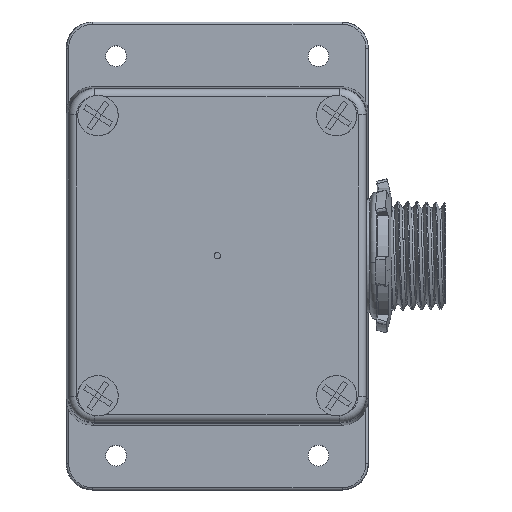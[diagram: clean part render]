
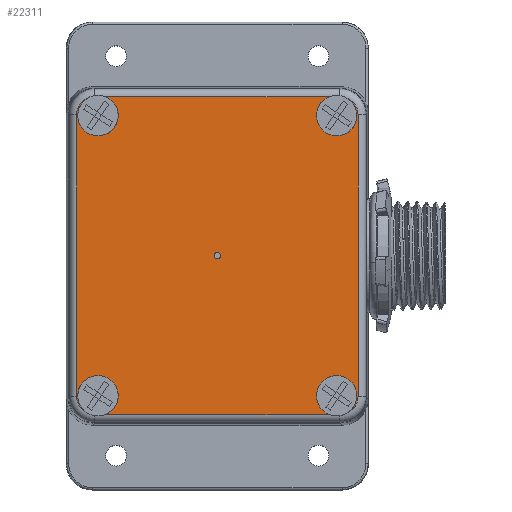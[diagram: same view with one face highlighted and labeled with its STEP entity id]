
A CAD part, top view. The second image highlights one B-rep face of the part: STEP entity #22311.
In plain terms, the highlighted planar face has unit normal (0, 0, 1).
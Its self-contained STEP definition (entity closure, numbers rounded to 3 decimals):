
#18611=CARTESIAN_POINT('',(23.,-27.,10.75));
#18612=DIRECTION('',(0.,0.,-1.));
#18613=DIRECTION('',(-1.,0.,0.));
#18614=AXIS2_PLACEMENT_3D('',#18611,#18612,#18613);
#18619=CARTESIAN_POINT('',(23.,-27.,10.75));
#18620=DIRECTION('',(0.,0.,-1.));
#18621=DIRECTION('',(-0.366,-0.93,0.));
#18622=AXIS2_PLACEMENT_3D('',#18619,#18620,#18621);
#18627=CARTESIAN_POINT('',(-23.,-27.,10.75));
#18628=DIRECTION('',(0.,0.,-1.));
#18629=DIRECTION('',(1.,0.,0.));
#18630=AXIS2_PLACEMENT_3D('',#18627,#18628,#18629);
#18635=CARTESIAN_POINT('',(-23.,-27.,10.75));
#18636=DIRECTION('',(0.,0.,-1.));
#18637=DIRECTION('',(-1.,0.,0.));
#18638=AXIS2_PLACEMENT_3D('',#18635,#18636,#18637);
#18643=CARTESIAN_POINT('',(-23.,-27.,10.75));
#18644=DIRECTION('',(0.,0.,-1.));
#18645=DIRECTION('',(-0.511,-0.859,0.));
#18646=AXIS2_PLACEMENT_3D('',#18643,#18644,#18645);
#18651=CARTESIAN_POINT('',(-23.629,-27.129,
10.75));
#18652=DIRECTION('',(0.,0.,1.));
#18653=DIRECTION('',(-1.,0.,0.));
#18654=AXIS2_PLACEMENT_3D('',#18651,#18652,#18653);
#18659=CARTESIAN_POINT('',(-23.629,27.129,
10.75));
#18660=DIRECTION('',(0.,0.,1.));
#18661=DIRECTION('',(-0.39,0.921,0.));
#18662=AXIS2_PLACEMENT_3D('',#18659,#18660,#18661);
#18667=CARTESIAN_POINT('',(-23.,27.,10.75));
#18668=DIRECTION('',(0.,0.,-1.));
#18669=DIRECTION('',(-1.,0.,0.));
#18670=AXIS2_PLACEMENT_3D('',#18667,#18668,#18669);
#18675=CARTESIAN_POINT('',(-23.,27.,10.75));
#18676=DIRECTION('',(0.,0.,-1.));
#18677=DIRECTION('',(1.,0.,0.));
#18678=AXIS2_PLACEMENT_3D('',#18675,#18676,#18677);
#18683=CARTESIAN_POINT('',(-23.,27.,10.75));
#18684=DIRECTION('',(0.,0.,-1.));
#18685=DIRECTION('',(0.366,0.93,0.));
#18686=AXIS2_PLACEMENT_3D('',#18683,#18684,#18685);
#18691=CARTESIAN_POINT('',(23.,27.,10.75));
#18692=DIRECTION('',(0.,0.,-1.));
#18693=DIRECTION('',(-1.,0.,0.));
#18694=AXIS2_PLACEMENT_3D('',#18691,#18692,#18693);
#18699=CARTESIAN_POINT('',(23.,27.,10.75));
#18700=DIRECTION('',(0.,0.,-1.));
#18701=DIRECTION('',(1.,0.,0.));
#18702=AXIS2_PLACEMENT_3D('',#18699,#18700,#18701);
#18707=CARTESIAN_POINT('',(23.,27.,10.75));
#18708=DIRECTION('',(0.,0.,-1.));
#18709=DIRECTION('',(0.511,0.859,0.));
#18710=AXIS2_PLACEMENT_3D('',#18707,#18708,#18709);
#18715=CARTESIAN_POINT('',(23.629,27.129,10.75));
#18716=DIRECTION('',(0.,0.,1.));
#18717=DIRECTION('',(1.,0.,0.));
#18718=AXIS2_PLACEMENT_3D('',#18715,#18716,#18717);
#18723=CARTESIAN_POINT('',(23.629,-27.129,
10.75));
#18724=DIRECTION('',(0.,0.,1.));
#18725=DIRECTION('',(0.39,-0.921,0.));
#18726=AXIS2_PLACEMENT_3D('',#18723,#18724,#18725);
#18731=CARTESIAN_POINT('',(23.,-27.,10.75));
#18732=DIRECTION('',(0.,0.,-1.));
#18733=DIRECTION('',(1.,0.,0.));
#18734=AXIS2_PLACEMENT_3D('',#18731,#18732,#18733);
#18739=CARTESIAN_POINT('',(0.,0.,10.75));
#18740=DIRECTION('',(0.,0.,-1.));
#18741=DIRECTION('',(1.,0.,0.));
#18742=AXIS2_PLACEMENT_3D('',#18739,#18740,#18741);
#18747=CARTESIAN_POINT('',(0.,0.,10.75));
#18748=DIRECTION('',(0.,0.,-1.));
#18749=DIRECTION('',(-1.,0.,0.));
#18750=AXIS2_PLACEMENT_3D('',#18747,#18748,#18749);
#18802=CARTESIAN_POINT('',(24.994,-30.352,
10.75));
#18807=DIRECTION('',(-1.,0.,0.));
#18808=VECTOR('',#18807,43.142);
#18809=CARTESIAN_POINT('',(21.571,-30.629,10.75));
#18810=LINE('',#18809,#18808);
#18856=DIRECTION('',(0.,-1.,0.));
#18857=VECTOR('',#18856,54.258);
#18858=CARTESIAN_POINT('',(27.129,27.129,10.75));
#18859=LINE('',#18858,#18857);
#18868=CARTESIAN_POINT('',(24.994,30.352,10.75));
#19021=DIRECTION('',(1.,0.,0.));
#19022=VECTOR('',#19021,43.142);
#19023=CARTESIAN_POINT('',(-21.571,30.629,10.75));
#19024=LINE('',#19023,#19022);
#19220=DIRECTION('',(0.,1.,0.));
#19221=VECTOR('',#19220,54.258);
#19222=CARTESIAN_POINT('',(-27.129,-27.129,
10.75));
#19223=LINE('',#19222,#19221);
#21409=CARTESIAN_POINT('',(21.571,-30.629,10.75));
#21410=CARTESIAN_POINT('',(-21.571,-30.629,10.75));
#21411=VERTEX_POINT('',#21409);
#21412=VERTEX_POINT('',#21410);
#21414=VERTEX_POINT('',#18802);
#21415=CARTESIAN_POINT('',(27.129,27.129,10.75));
#21416=VERTEX_POINT('',#21415);
#21417=CARTESIAN_POINT('',(27.129,-27.129,
10.75));
#21418=VERTEX_POINT('',#21417);
#21419=CARTESIAN_POINT('',(19.1,-27.,10.75));
#21420=VERTEX_POINT('',#21419);
#21425=CARTESIAN_POINT('',(26.9,-27.,10.75));
#21426=VERTEX_POINT('',#21425);
#21427=CARTESIAN_POINT('',(-27.129,-27.129,
10.75));
#21428=CARTESIAN_POINT('',(-24.994,-30.352,
10.75));
#21429=VERTEX_POINT('',#21427);
#21430=VERTEX_POINT('',#21428);
#21431=CARTESIAN_POINT('',(-27.129,27.129,
10.75));
#21432=VERTEX_POINT('',#21431);
#21435=VERTEX_POINT('',#18868);
#21436=CARTESIAN_POINT('',(26.9,27.,10.75));
#21437=VERTEX_POINT('',#21436);
#21438=CARTESIAN_POINT('',(19.1,27.,10.75));
#21439=CARTESIAN_POINT('',(21.571,30.629,10.75));
#21440=VERTEX_POINT('',#21438);
#21441=VERTEX_POINT('',#21439);
#21448=CARTESIAN_POINT('',(-26.9,-27.,10.75));
#21449=VERTEX_POINT('',#21448);
#21450=CARTESIAN_POINT('',(-19.1,-27.,10.75));
#21451=VERTEX_POINT('',#21450);
#21454=CARTESIAN_POINT('',(-24.994,30.352,
10.75));
#21455=VERTEX_POINT('',#21454);
#21456=CARTESIAN_POINT('',(-21.571,30.629,10.75));
#21457=VERTEX_POINT('',#21456);
#21458=CARTESIAN_POINT('',(-26.9,27.,10.75));
#21459=VERTEX_POINT('',#21458);
#21460=CARTESIAN_POINT('',(-19.1,27.,10.75));
#21461=VERTEX_POINT('',#21460);
#21592=CARTESIAN_POINT('',(-0.6,0.,10.75));
#21594=VERTEX_POINT('',#21592);
#21780=CARTESIAN_POINT('',(0.6,0.,10.75));
#21781=VERTEX_POINT('',#21780);
#22259=CARTESIAN_POINT('',(0.,0.,10.75));
#22260=DIRECTION('',(0.,0.,1.));
#22261=DIRECTION('',(1.,0.,0.));
#22262=AXIS2_PLACEMENT_3D('',#22259,#22260,#22261);
#22263=PLANE('',#22262);
#22265=ORIENTED_EDGE('',*,*,#22264,.F.);
#22267=ORIENTED_EDGE('',*,*,#22266,.F.);
#22269=ORIENTED_EDGE('',*,*,#22268,.T.);
#22271=ORIENTED_EDGE('',*,*,#22270,.F.);
#22273=ORIENTED_EDGE('',*,*,#22272,.F.);
#22275=ORIENTED_EDGE('',*,*,#22274,.F.);
#22276=ORIENTED_EDGE('',*,*,#22240,.F.);
#22278=ORIENTED_EDGE('',*,*,#22277,.T.);
#22280=ORIENTED_EDGE('',*,*,#22279,.F.);
#22282=ORIENTED_EDGE('',*,*,#22281,.F.);
#22284=ORIENTED_EDGE('',*,*,#22283,.F.);
#22286=ORIENTED_EDGE('',*,*,#22285,.F.);
#22288=ORIENTED_EDGE('',*,*,#22287,.T.);
#22290=ORIENTED_EDGE('',*,*,#22289,.F.);
#22292=ORIENTED_EDGE('',*,*,#22291,.F.);
#22294=ORIENTED_EDGE('',*,*,#22293,.F.);
#22296=ORIENTED_EDGE('',*,*,#22295,.F.);
#22298=ORIENTED_EDGE('',*,*,#22297,.T.);
#22300=ORIENTED_EDGE('',*,*,#22299,.F.);
#22302=ORIENTED_EDGE('',*,*,#22301,.F.);
#22303=EDGE_LOOP('',(#22265,#22267,#22269,#22271,#22273,#22275,#22276,#22278,
#22280,#22282,#22284,#22286,#22288,#22290,#22292,#22294,#22296,#22298,#22300,
#22302));
#22304=FACE_OUTER_BOUND('',#22303,.F.);
#22306=ORIENTED_EDGE('',*,*,#22305,.F.);
#22308=ORIENTED_EDGE('',*,*,#22307,.F.);
#22309=EDGE_LOOP('',(#22306,#22308));
#22310=FACE_BOUND('',#22309,.F.);
#22311=ADVANCED_FACE('',(#22304,#22310),#22263,.T.);
#18615=CIRCLE('',#18614,3.9);
#18623=CIRCLE('',#18622,3.9);
#18631=CIRCLE('',#18630,3.9);
#18639=CIRCLE('',#18638,3.9);
#18647=CIRCLE('',#18646,3.9);
#18655=CIRCLE('',#18654,3.5);
#18663=CIRCLE('',#18662,3.5);
#18671=CIRCLE('',#18670,3.9);
#18679=CIRCLE('',#18678,3.9);
#18687=CIRCLE('',#18686,3.9);
#18695=CIRCLE('',#18694,3.9);
#18703=CIRCLE('',#18702,3.9);
#18711=CIRCLE('',#18710,3.9);
#18719=CIRCLE('',#18718,3.5);
#18727=CIRCLE('',#18726,3.5);
#18735=CIRCLE('',#18734,3.9);
#18743=CIRCLE('',#18742,0.6);
#18751=CIRCLE('',#18750,0.6);
#22240=EDGE_CURVE('',#21429,#21430,#18655,.T.);
#22264=EDGE_CURVE('',#21420,#21426,#18615,.T.);
#22266=EDGE_CURVE('',#21411,#21420,#18623,.T.);
#22268=EDGE_CURVE('',#21411,#21412,#18810,.T.);
#22270=EDGE_CURVE('',#21451,#21412,#18631,.T.);
#22272=EDGE_CURVE('',#21449,#21451,#18639,.T.);
#22274=EDGE_CURVE('',#21430,#21449,#18647,.T.);
#22277=EDGE_CURVE('',#21429,#21432,#19223,.T.);
#22279=EDGE_CURVE('',#21455,#21432,#18663,.T.);
#22281=EDGE_CURVE('',#21459,#21455,#18671,.T.);
#22283=EDGE_CURVE('',#21461,#21459,#18679,.T.);
#22285=EDGE_CURVE('',#21457,#21461,#18687,.T.);
#22287=EDGE_CURVE('',#21457,#21441,#19024,.T.);
#22289=EDGE_CURVE('',#21440,#21441,#18695,.T.);
#22291=EDGE_CURVE('',#21437,#21440,#18703,.T.);
#22293=EDGE_CURVE('',#21435,#21437,#18711,.T.);
#22295=EDGE_CURVE('',#21416,#21435,#18719,.T.);
#22297=EDGE_CURVE('',#21416,#21418,#18859,.T.);
#22299=EDGE_CURVE('',#21414,#21418,#18727,.T.);
#22301=EDGE_CURVE('',#21426,#21414,#18735,.T.);
#22305=EDGE_CURVE('',#21781,#21594,#18743,.T.);
#22307=EDGE_CURVE('',#21594,#21781,#18751,.T.);
